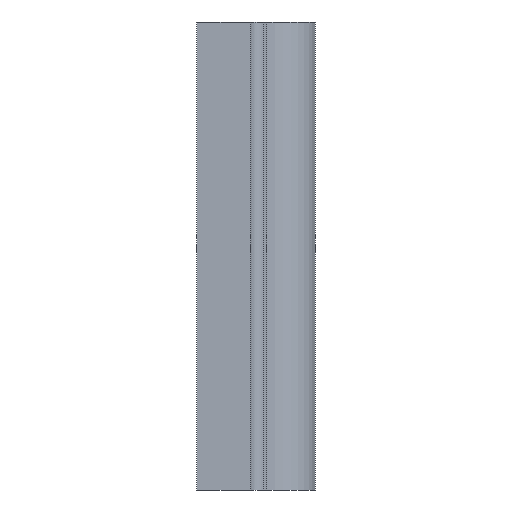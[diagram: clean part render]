
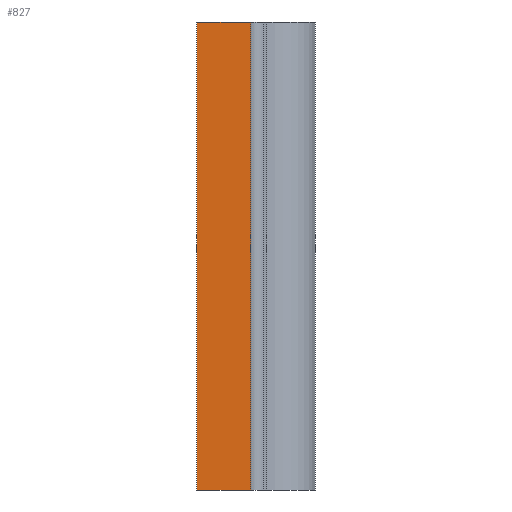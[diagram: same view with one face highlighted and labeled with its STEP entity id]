
A CAD part, left-side view. The second image highlights one B-rep face of the part: STEP entity #827.
In plain terms, the highlighted planar face has unit normal (-1, 0, 0).
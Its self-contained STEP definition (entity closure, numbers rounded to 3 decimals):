
#32=FACE_OUTER_BOUND($,#74,.T.);
#74=EDGE_LOOP($,(#562,#563,#564,#565));
#151=LINE($,#1196,#235);
#174=LINE($,#1277,#258);
#175=LINE($,#1280,#259);
#176=LINE($,#1281,#260);
#235=VECTOR($,#953,1.73);
#258=VECTOR($,#1014,15.);
#259=VECTOR($,#1017,1.73);
#260=VECTOR($,#1018,15.);
#318=VERTEX_POINT($,#1192);
#320=VERTEX_POINT($,#1195);
#359=VERTEX_POINT($,#1275);
#360=VERTEX_POINT($,#1279);
#399=EDGE_CURVE($,#320,#318,#151,.T.);
#440=EDGE_CURVE($,#318,#359,#174,.T.);
#441=EDGE_CURVE($,#360,#359,#175,.T.);
#442=EDGE_CURVE($,#320,#360,#176,.T.);
#562=ORIENTED_EDGE($,*,*,#399,.T.);
#563=ORIENTED_EDGE($,*,*,#440,.T.);
#564=ORIENTED_EDGE($,*,*,#441,.F.);
#565=ORIENTED_EDGE($,*,*,#442,.F.);
#760=PLANE($,#890);
#827=ADVANCED_FACE($,(#32),#760,.T.);
#890=AXIS2_PLACEMENT_3D($,#1278,#1015,#1016);
#953=DIRECTION($,(0.,-1.,0.));
#1014=DIRECTION($,(0.,0.,1.));
#1015=DIRECTION('center_axis',(-1.,0.,0.));
#1016=DIRECTION('ref_axis',(0.,0.,1.));
#1017=DIRECTION($,(0.,-1.,0.));
#1018=DIRECTION($,(0.,0.,1.));
#1192=CARTESIAN_POINT('',(-25.,-1.73,0.));
#1195=CARTESIAN_POINT('',(-25.,0.,0.));
#1196=CARTESIAN_POINT($,(-25.,0.,0.));
#1275=CARTESIAN_POINT('',(-25.,-1.73,15.));
#1277=CARTESIAN_POINT($,(-25.,-1.73,0.));
#1278=CARTESIAN_POINT('Origin',(-25.,0.,0.));
#1279=CARTESIAN_POINT('',(-25.,0.,15.));
#1280=CARTESIAN_POINT($,(-25.,0.,15.));
#1281=CARTESIAN_POINT($,(-25.,0.,0.));
